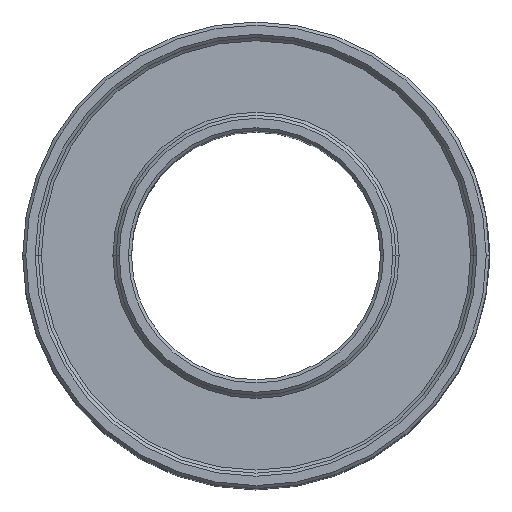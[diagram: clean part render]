
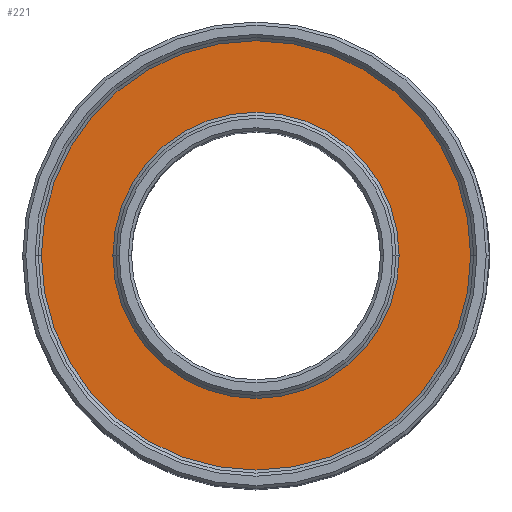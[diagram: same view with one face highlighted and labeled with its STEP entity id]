
A CAD part, top view. The second image highlights one B-rep face of the part: STEP entity #221.
In plain terms, the highlighted planar face has unit normal (0, 0, 1).
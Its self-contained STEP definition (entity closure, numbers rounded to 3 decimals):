
#6 = AXIS2_PLACEMENT_3D ( 'NONE', #32, #1716, #23 ) ;
#23 = DIRECTION ( 'NONE',  ( 1., 0., 0. ) ) ;
#25 = CARTESIAN_POINT ( 'NONE',  ( 0., 0., 23.5 ) ) ;
#32 = CARTESIAN_POINT ( 'NONE',  ( 0., 0., 23.5 ) ) ;
#37 = ORIENTED_EDGE ( 'NONE', *, *, #2357, .T. ) ;
#70 = ORIENTED_EDGE ( 'NONE', *, *, #479, .T. ) ;
#221 = ADVANCED_FACE ( 'NONE', ( #1422, #2688 ), #1831, .T. ) ;
#239 = EDGE_CURVE ( 'NONE', #815, #1807, #1935, .T. ) ;
#322 = DIRECTION ( 'NONE',  ( 0., 0., 1. ) ) ;
#378 = ORIENTED_EDGE ( 'NONE', *, *, #239, .T. ) ;
#435 = DIRECTION ( 'NONE',  ( 0., 0., 1. ) ) ;
#479 = EDGE_CURVE ( 'NONE', #679, #1325, #3011, .T. ) ;
#679 = VERTEX_POINT ( 'NONE', #1696 ) ;
#790 = DIRECTION ( 'NONE',  ( 1., 0., 0. ) ) ;
#808 = DIRECTION ( 'NONE',  ( 1., 0., 0. ) ) ;
#815 = VERTEX_POINT ( 'NONE', #1764 ) ;
#830 = AXIS2_PLACEMENT_3D ( 'NONE', #1172, #435, #1659 ) ;
#1172 = CARTESIAN_POINT ( 'NONE',  ( 0., 0., 23.5 ) ) ;
#1222 = CARTESIAN_POINT ( 'NONE',  ( 0., 0., 23.5 ) ) ;
#1325 = VERTEX_POINT ( 'NONE', #1576 ) ;
#1422 = FACE_BOUND ( 'NONE', #1843, .T. ) ;
#1576 = CARTESIAN_POINT ( 'NONE',  ( -6.9, 0., 23.5 ) ) ;
#1588 = AXIS2_PLACEMENT_3D ( 'NONE', #25, #2864, #808 ) ;
#1659 = DIRECTION ( 'NONE',  ( 1., 0., 0. ) ) ;
#1696 = CARTESIAN_POINT ( 'NONE',  ( 6.9, 0., 23.5 ) ) ;
#1716 = DIRECTION ( 'NONE',  ( 0., 0., -1. ) ) ;
#1717 = CARTESIAN_POINT ( 'NONE',  ( 0., 0., 23.5 ) ) ;
#1764 = CARTESIAN_POINT ( 'NONE',  ( 4.6, 0., 23.5 ) ) ;
#1807 = VERTEX_POINT ( 'NONE', #2379 ) ;
#1831 = PLANE ( 'NONE',  #830 ) ;
#1836 = AXIS2_PLACEMENT_3D ( 'NONE', #1717, #322, #790 ) ;
#1843 = EDGE_LOOP ( 'NONE', ( #37, #378 ) ) ;
#1851 = EDGE_CURVE ( 'NONE', #1325, #679, #1965, .T. ) ;
#1935 = CIRCLE ( 'NONE', #2809, 4.6 ) ;
#1943 = DIRECTION ( 'NONE',  ( 1., 0., 0. ) ) ;
#1965 = CIRCLE ( 'NONE', #1588, 6.9 ) ;
#2175 = CIRCLE ( 'NONE', #6, 4.6 ) ;
#2357 = EDGE_CURVE ( 'NONE', #1807, #815, #2175, .T. ) ;
#2379 = CARTESIAN_POINT ( 'NONE',  ( -4.6, 0., 23.5 ) ) ;
#2384 = EDGE_LOOP ( 'NONE', ( #70, #2487 ) ) ;
#2487 = ORIENTED_EDGE ( 'NONE', *, *, #1851, .T. ) ;
#2688 = FACE_OUTER_BOUND ( 'NONE', #2384, .T. ) ;
#2809 = AXIS2_PLACEMENT_3D ( 'NONE', #1222, #2851, #1943 ) ;
#2851 = DIRECTION ( 'NONE',  ( 0., 0., -1. ) ) ;
#2864 = DIRECTION ( 'NONE',  ( 0., 0., 1. ) ) ;
#3011 = CIRCLE ( 'NONE', #1836, 6.9 ) ;
